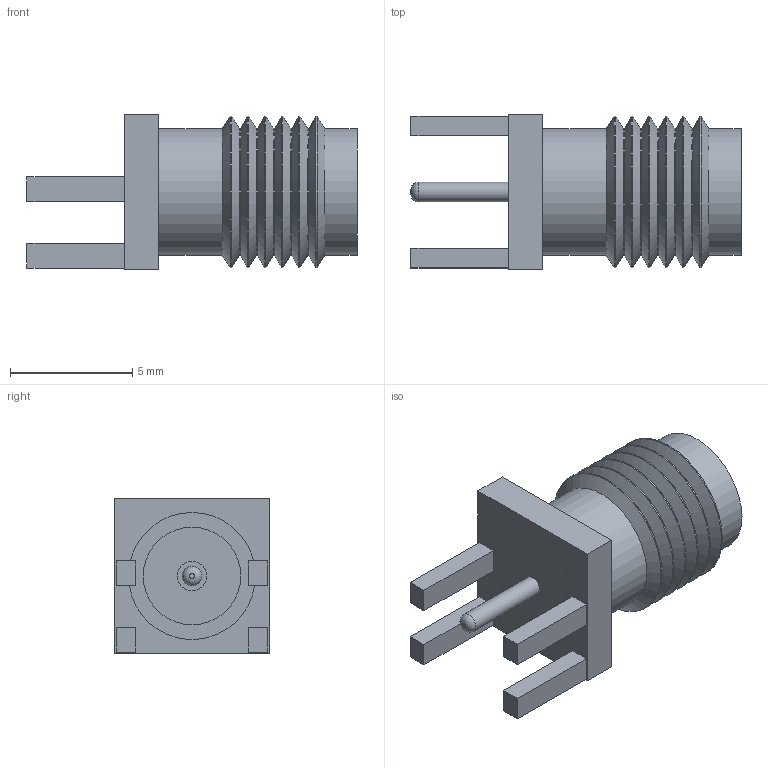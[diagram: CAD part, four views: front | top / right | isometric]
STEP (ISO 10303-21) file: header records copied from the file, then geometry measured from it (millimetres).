
FILE_DESCRIPTION(('FreeCAD Model'),'2;1');
FILE_NAME('SMA_EdgeMount.step','2021-02-10T19:29:28',('kicad StepUp'),('ksu MCAD'), 'Open CASCADE STEP processor 7.3','FreeCAD','Unknown');
FILE_SCHEMA(('AUTOMOTIVE_DESIGN { 1 0 10303 214 1 1 1 1 }'));
Length unit declared in the file: millimetre
Products named in the file (1): SMA_EdgeMount
Bounding box: 13.52 x 6.35 x 6.35 mm (x, y, z)
Volume: 223.6 mm3; surface area: 428.6 mm2
Topology: 1 solids, 1 shells, 64 faces, 132 edges, 81 vertices
Faces by surface type: plane 35, cylinder 16, cone 12, revolution 1
Full cylindrical faces by diameter (mm): 0.8 x2, 4.6 x1, 5.2 x7, 6.2 x6
Entity records: 2136 total; most frequent: DIRECTION 301, CARTESIAN_POINT 285, ORIENTED_EDGE 264, EDGE_CURVE 132, AXIS2_PLACEMENT_3D 104, LINE 92, VECTOR 92, VERTEX_POINT 81
